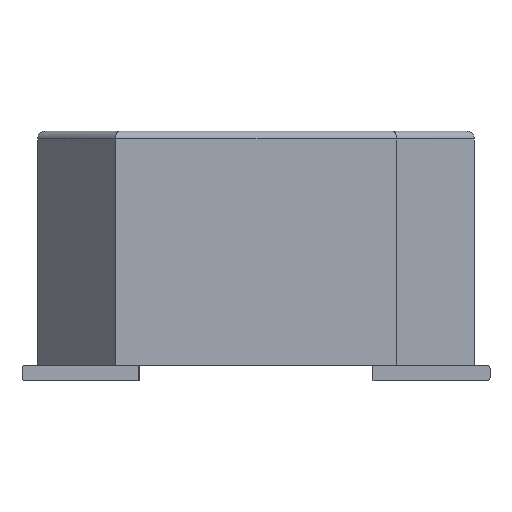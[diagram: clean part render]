
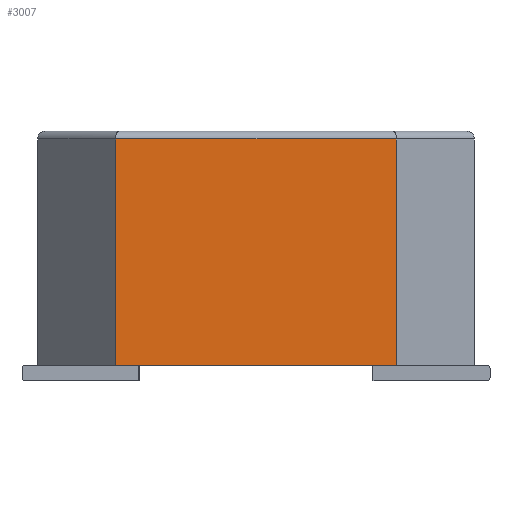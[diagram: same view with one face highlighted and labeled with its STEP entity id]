
A CAD part, left-side view. The second image highlights one B-rep face of the part: STEP entity #3007.
In plain terms, the highlighted planar face has unit normal (-1, 0, 0).
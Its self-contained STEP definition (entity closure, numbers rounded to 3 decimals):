
#361=PLANE('',#3117);
#526=FACE_OUTER_BOUND('',#700,.T.);
#700=EDGE_LOOP('',(#2794,#2795,#2796,#2797));
#943=LINE('',#5909,#1195);
#945=LINE('',#5915,#1197);
#948=LINE('',#5921,#1200);
#949=LINE('',#5922,#1201);
#1195=VECTOR('',#3526,10.);
#1197=VECTOR('',#3534,10.);
#1200=VECTOR('',#3539,10.);
#1201=VECTOR('',#3540,10.);
#1503=VERTEX_POINT('',#5904);
#1504=VERTEX_POINT('',#5908);
#1505=VERTEX_POINT('',#5914);
#1507=VERTEX_POINT('',#5920);
#1936=EDGE_CURVE('',#1504,#1503,#943,.T.);
#1939=EDGE_CURVE('',#1505,#1503,#945,.T.);
#1942=EDGE_CURVE('',#1507,#1504,#948,.T.);
#1943=EDGE_CURVE('',#1507,#1505,#949,.T.);
#2794=ORIENTED_EDGE('',*,*,#1936,.F.);
#2795=ORIENTED_EDGE('',*,*,#1942,.F.);
#2796=ORIENTED_EDGE('',*,*,#1943,.T.);
#2797=ORIENTED_EDGE('',*,*,#1939,.T.);
#3007=ADVANCED_FACE('',(#526),#361,.T.);
#3117=AXIS2_PLACEMENT_3D('',#5919,#3537,#3538);
#3526=DIRECTION('',(0.,-1.,0.));
#3534=DIRECTION('',(0.,0.,1.));
#3537=DIRECTION('center_axis',(-1.,0.,0.));
#3538=DIRECTION('ref_axis',(0.,-1.,0.));
#3539=DIRECTION('',(0.,0.,1.));
#3540=DIRECTION('',(0.,-1.,0.));
#5904=CARTESIAN_POINT('',(-1.5,-0.9,1.55));
#5908=CARTESIAN_POINT('',(-1.5,0.9,1.55));
#5909=CARTESIAN_POINT('',(-1.5,0.45,1.55));
#5914=CARTESIAN_POINT('',(-1.5,-0.9,0.1));
#5915=CARTESIAN_POINT('',(-1.5,-0.9,0.1));
#5919=CARTESIAN_POINT('Origin',(-1.5,0.9,0.1));
#5920=CARTESIAN_POINT('',(-1.5,0.9,0.1));
#5921=CARTESIAN_POINT('',(-1.5,0.9,0.1));
#5922=CARTESIAN_POINT('',(-1.5,0.9,0.1));
